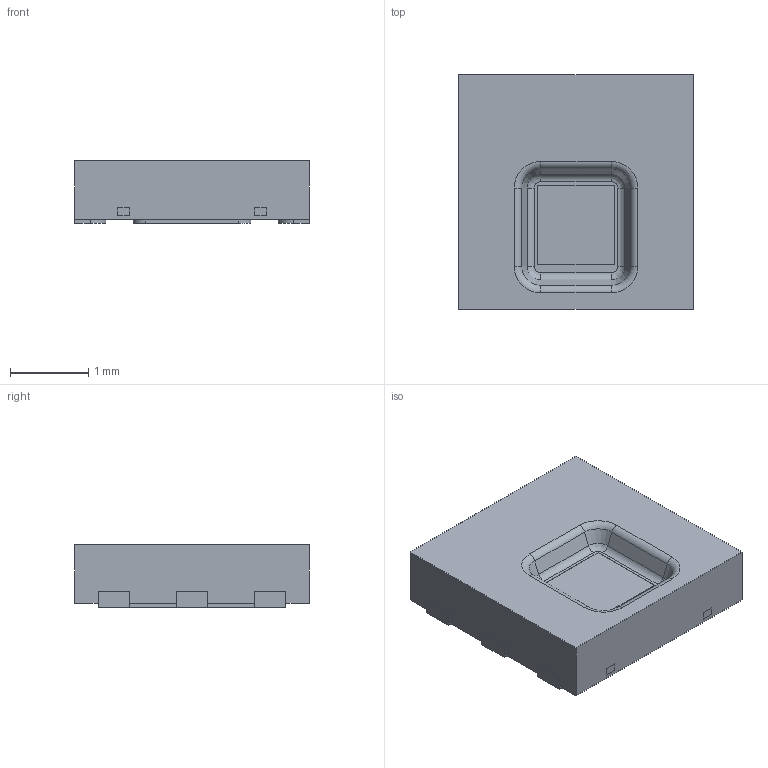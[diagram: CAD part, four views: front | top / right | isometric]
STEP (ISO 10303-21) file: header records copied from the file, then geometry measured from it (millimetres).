
FILE_DESCRIPTION((''),'2;1');
FILE_NAME('ASM0001_ASM','2016-08-16T',('a0412086'),(''),'CREO PARAMETRIC BY PTC INC, 2016050','CREO PARAMETRIC BY PTC INC, 2016050','');
FILE_SCHEMA(('AUTOMOTIVE_DESIGN { 1 0 10303 214 1 1 1 1 }'));
Length unit declared in the file: millimetre
Products named in the file (14): BODY-SON_118_1; FRAME-DMB0006A_77_1_1; FRAME-DMB0006A_77_2_1; FRAME-DMB0006A_77_3_1; FRAME-DMB0006A_77_4_1; FRAME-DMB0006A_77_5_1; FRAME-DMB0006A_77_6_1; FRAME-DMB0006A_77_7_1; FRAME-DMB0006A_77_ASM_1_ASM; PIN1-ID_16_1; DIE_1_1; DMB0006A_ASM_241_ASM_1_ASM; ASM0001_ASM_1_ASM; ASM0001_ASM
Assembly tree (13 placements, depth 5):
  ASM0001_ASM
    ASM0001_ASM_1_ASM
      DMB0006A_ASM_241_ASM_1_ASM
        BODY-SON_118_1
        FRAME-DMB0006A_77_ASM_1_ASM
          FRAME-DMB0006A_77_1_1
          FRAME-DMB0006A_77_2_1
          FRAME-DMB0006A_77_3_1
          FRAME-DMB0006A_77_4_1
          FRAME-DMB0006A_77_5_1
          FRAME-DMB0006A_77_6_1
          FRAME-DMB0006A_77_7_1
        PIN1-ID_16_1
        DIE_1_1
Bounding box: 3 x 3 x 0.8 mm (x, y, z)
Volume: 6.9 mm3; surface area: 53.6 mm2
Topology: 9 solids, 9 shells, 147 faces, 392 edges, 264 vertices
Faces by surface type: plane 105, cylinder 30, torus 4, bspline 4, cone 4
Entity records: 7171 total; most frequent: CARTESIAN_POINT 936, DIRECTION 856, ORIENTED_EDGE 784, PRESENTATION_STYLE_ASSIGNMENT 409, STYLED_ITEM 401, CURVE_STYLE 392, EDGE_CURVE 392, VECTOR 292
